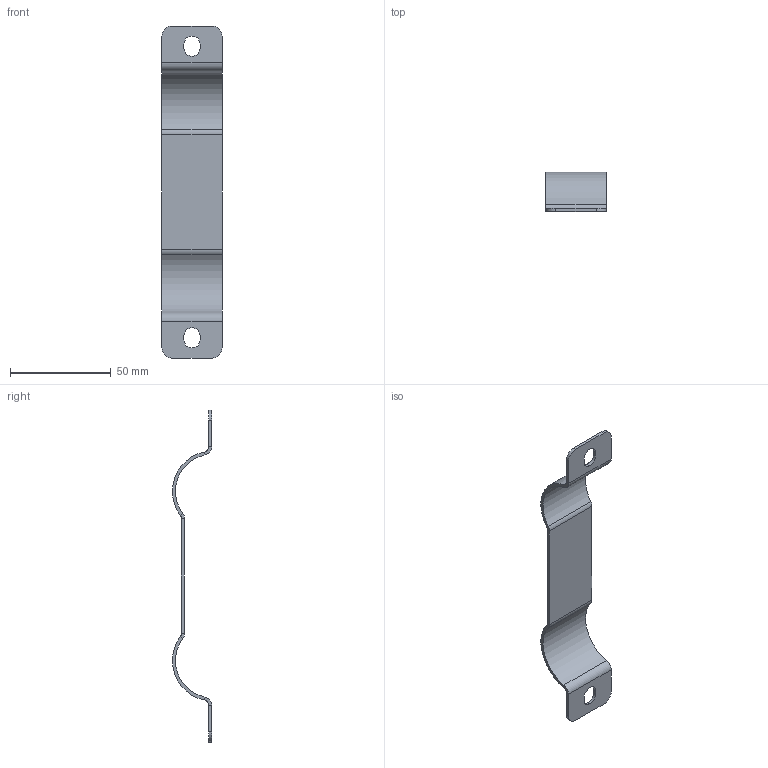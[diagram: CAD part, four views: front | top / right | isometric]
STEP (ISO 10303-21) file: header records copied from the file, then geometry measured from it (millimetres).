
FILE_DESCRIPTION (( 'STEP AP214' ), '1' );
FILE_NAME ('Support refroidissement (1).STEP', '2021-05-06T20:32:49', ( '' ), ( '' ), 'SwSTEP 2.0', 'SolidWorks 2019', '' );
FILE_SCHEMA (( 'AUTOMOTIVE_DESIGN' ));
Length unit declared in the file: millimetre
Products named in the file (1): Support refroidissement (1)
Bounding box: 30 x 19.49 x 165.17 mm (x, y, z)
Volume: 8076.4 mm3; surface area: 11486.8 mm2
Topology: 1 solids, 1 shells, 52 faces, 118 edges, 68 vertices
Faces by surface type: plane 30, cylinder 22
Entity records: 1472 total; most frequent: DIRECTION 268, CARTESIAN_POINT 239, ORIENTED_EDGE 236, EDGE_CURVE 118, AXIS2_PLACEMENT_3D 97, VECTOR 74, LINE 74, VERTEX_POINT 68
